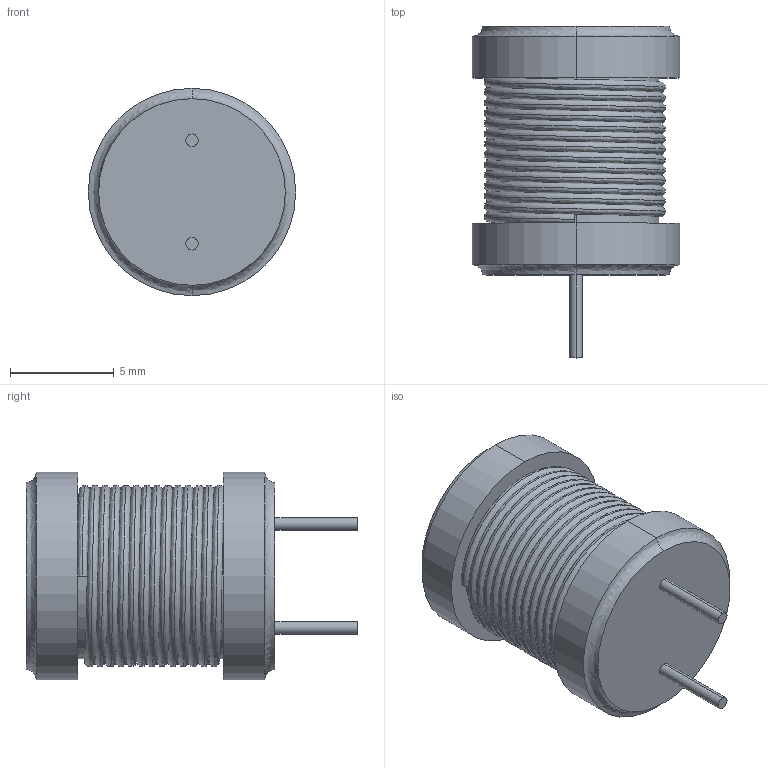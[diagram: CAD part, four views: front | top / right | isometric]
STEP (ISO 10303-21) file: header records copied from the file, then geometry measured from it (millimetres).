
FILE_DESCRIPTION (( 'STEP AP214' ), '1' );
FILE_NAME ('User Library-Inductor 10x12 (LS5).STEP', '2021-04-28T05:23:07', ( '' ), ( '' ), 'SwSTEP 2.0', 'SolidWorks 2020', '' );
FILE_SCHEMA (( 'AUTOMOTIVE_DESIGN' ));
Length unit declared in the file: millimetre
Products named in the file (3): User Library-Inductor 10x12 (LS5); User Library-Inductor 10x12 (200 mils)_Inductor 10x12 (200 mils) Bobina_Valor predeterminado; User Library-Inductor 10x12 (200 mils)_Inductor 10x12 (200 mils) Ferrite_Valor predeterminado
Assembly tree (2 placements, depth 2):
  User Library-Inductor 10x12 (LS5)
    User Library-Inductor 10x12 (200 mils)_Inductor 10x12 (200 mils) Bobina_Valor predeterminado
    User Library-Inductor 10x12 (200 mils)_Inductor 10x12 (200 mils) Ferrite_Valor predeterminado
Bounding box: 10 x 16 x 10 mm (x, y, z)
Volume: 802.6 mm3; surface area: 1087.9 mm2
Topology: 2 solids, 2 shells, 26 faces, 50 edges, 32 vertices
Faces by surface type: cylinder 10, bspline 8, plane 8
Entity records: 4422 total; most frequent: CARTESIAN_POINT 3537, DIRECTION 112, ORIENTED_EDGE 100, AXIS2_PLACEMENT_3D 51, EDGE_CURVE 50, UNCERTAINTY_MEASURE_WITH_UNIT 33, VERTEX_POINT 32, PRESENTATION_STYLE_ASSIGNMENT 30
